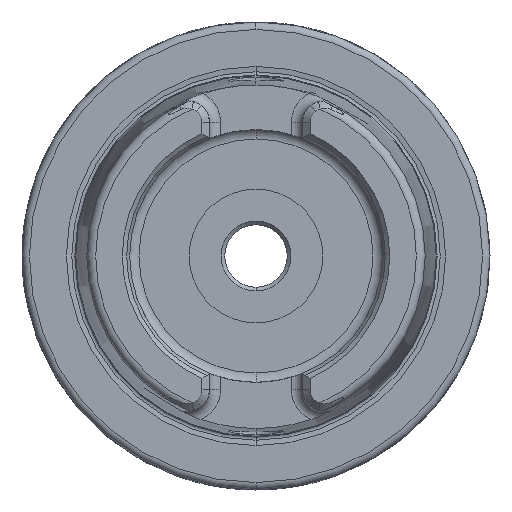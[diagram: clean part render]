
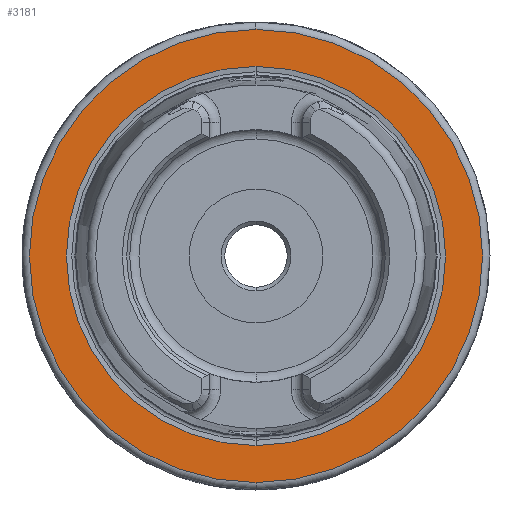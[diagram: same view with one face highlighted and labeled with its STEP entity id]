
A CAD part, left-side view. The second image highlights one B-rep face of the part: STEP entity #3181.
In plain terms, the highlighted planar face has unit normal (-1, 0, 0).
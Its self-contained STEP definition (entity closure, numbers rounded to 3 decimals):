
#154 = DIRECTION ( 'NONE',  ( 0., 0., -1. ) ) ;
#163 = DIRECTION ( 'NONE',  ( 1., 0., 0. ) ) ;
#179 = PLANE ( 'NONE',  #850 ) ;
#252 = CARTESIAN_POINT ( 'NONE',  ( -64., 31.5, 0. ) ) ;
#267 = CIRCLE ( 'NONE', #2121, 25.521 ) ;
#300 = CIRCLE ( 'NONE', #641, 30.5 ) ;
#641 = AXIS2_PLACEMENT_3D ( 'NONE', #8114, #8082, #8061 ) ;
#661 = CARTESIAN_POINT ( 'NONE',  ( -64., 0., 25.521 ) ) ;
#850 = AXIS2_PLACEMENT_3D ( 'NONE', #252, #163, #154 ) ;
#1074 = VERTEX_POINT ( 'NONE', #661 ) ;
#1286 = AXIS2_PLACEMENT_3D ( 'NONE', #6150, #6166, #6096 ) ;
#1922 = EDGE_LOOP ( 'NONE', ( #7343, #7347 ) ) ;
#1982 = CARTESIAN_POINT ( 'NONE',  ( -64., 0., -25.521 ) ) ;
#2073 = VERTEX_POINT ( 'NONE', #8913 ) ;
#2121 = AXIS2_PLACEMENT_3D ( 'NONE', #7873, #7854, #7845 ) ;
#2699 = EDGE_CURVE ( 'NONE', #1074, #5786, #7108, .T. ) ;
#3181 = ADVANCED_FACE ( 'NONE', ( #7349, #7298 ), #179, .F. ) ;
#3338 = CARTESIAN_POINT ( 'NONE',  ( -64., 0., 30.5 ) ) ;
#4515 = EDGE_CURVE ( 'NONE', #2073, #5780, #300, .T. ) ;
#4531 = EDGE_CURVE ( 'NONE', #5786, #1074, #267, .T. ) ;
#5608 = EDGE_CURVE ( 'NONE', #5780, #2073, #7255, .T. ) ;
#5780 = VERTEX_POINT ( 'NONE', #3338 ) ;
#5786 = VERTEX_POINT ( 'NONE', #1982 ) ;
#6096 = DIRECTION ( 'NONE',  ( 0., 0., -1. ) ) ;
#6150 = CARTESIAN_POINT ( 'NONE',  ( -64., 0., 0. ) ) ;
#6166 = DIRECTION ( 'NONE',  ( 1., 0., 0. ) ) ;
#6572 = ORIENTED_EDGE ( 'NONE', *, *, #4531, .T. ) ;
#6601 = DIRECTION ( 'NONE',  ( 0., 0., -1. ) ) ;
#6610 = DIRECTION ( 'NONE',  ( -1., 0., 0. ) ) ;
#6629 = CARTESIAN_POINT ( 'NONE',  ( -64., 0., 0. ) ) ;
#7108 = CIRCLE ( 'NONE', #1286, 25.521 ) ;
#7222 = AXIS2_PLACEMENT_3D ( 'NONE', #6629, #6610, #6601 ) ;
#7255 = CIRCLE ( 'NONE', #7222, 30.5 ) ;
#7298 = FACE_BOUND ( 'NONE', #7522, .T. ) ;
#7343 = ORIENTED_EDGE ( 'NONE', *, *, #4515, .T. ) ;
#7347 = ORIENTED_EDGE ( 'NONE', *, *, #5608, .T. ) ;
#7349 = FACE_OUTER_BOUND ( 'NONE', #1922, .T. ) ;
#7354 = ORIENTED_EDGE ( 'NONE', *, *, #2699, .T. ) ;
#7522 = EDGE_LOOP ( 'NONE', ( #7354, #6572 ) ) ;
#7845 = DIRECTION ( 'NONE',  ( 0., 0., -1. ) ) ;
#7854 = DIRECTION ( 'NONE',  ( 1., 0., 0. ) ) ;
#7873 = CARTESIAN_POINT ( 'NONE',  ( -64., 0., 0. ) ) ;
#8061 = DIRECTION ( 'NONE',  ( 0., 0., -1. ) ) ;
#8082 = DIRECTION ( 'NONE',  ( -1., 0., 0. ) ) ;
#8114 = CARTESIAN_POINT ( 'NONE',  ( -64., 0., 0. ) ) ;
#8913 = CARTESIAN_POINT ( 'NONE',  ( -64., 0., -30.5 ) ) ;
